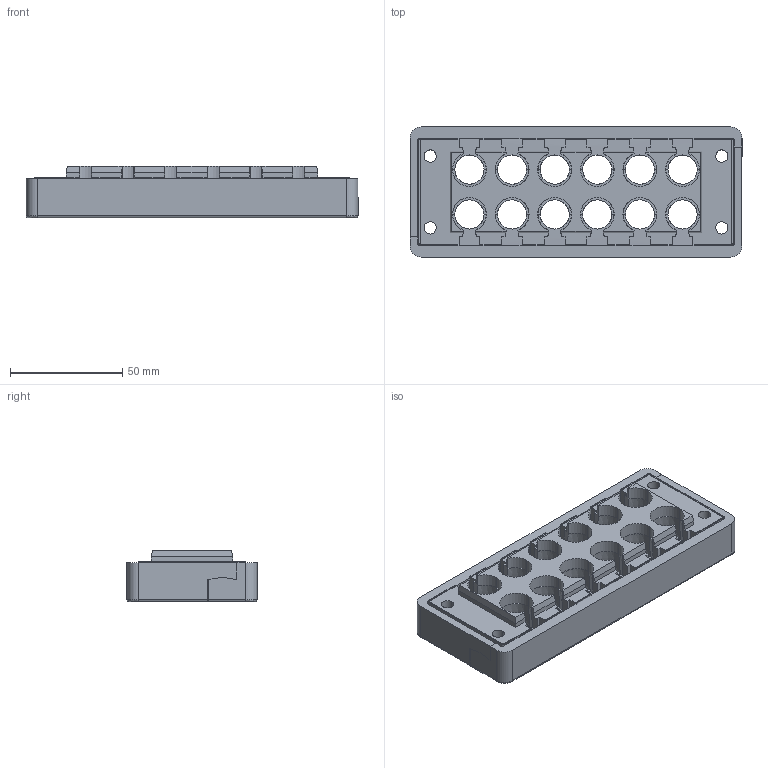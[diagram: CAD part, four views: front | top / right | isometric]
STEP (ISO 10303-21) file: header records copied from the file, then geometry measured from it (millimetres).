
FILE_DESCRIPTION (( 'STEP AP203' ), '1' );
FILE_NAME ('568321.step', '2019-11-21T17:28:45', ( '' ), ( '' ), 'SwSTEP 2.0', 'SolidWorks 2019', '' );
FILE_SCHEMA (( 'CONFIG_CONTROL_DESIGN' ));
Length unit declared in the file: inch
Products named in the file (1): 568321
Bounding box: 148 x 58 x 23 mm (x, y, z)
Volume: 109236.4 mm3; surface area: 60601.9 mm2
Topology: 4 solids, 4 shells, 1737 faces, 4786 edges, 3176 vertices
Faces by surface type: plane 1037, cylinder 307, bspline 301, cone 92
Entity records: 59965 total; most frequent: CARTESIAN_POINT 17547, ORIENTED_EDGE 9572, DIRECTION 7528, EDGE_CURVE 4786, VERTEX_POINT 3176, VECTOR 3158, LINE 3158, AXIS2_PLACEMENT_3D 2185
